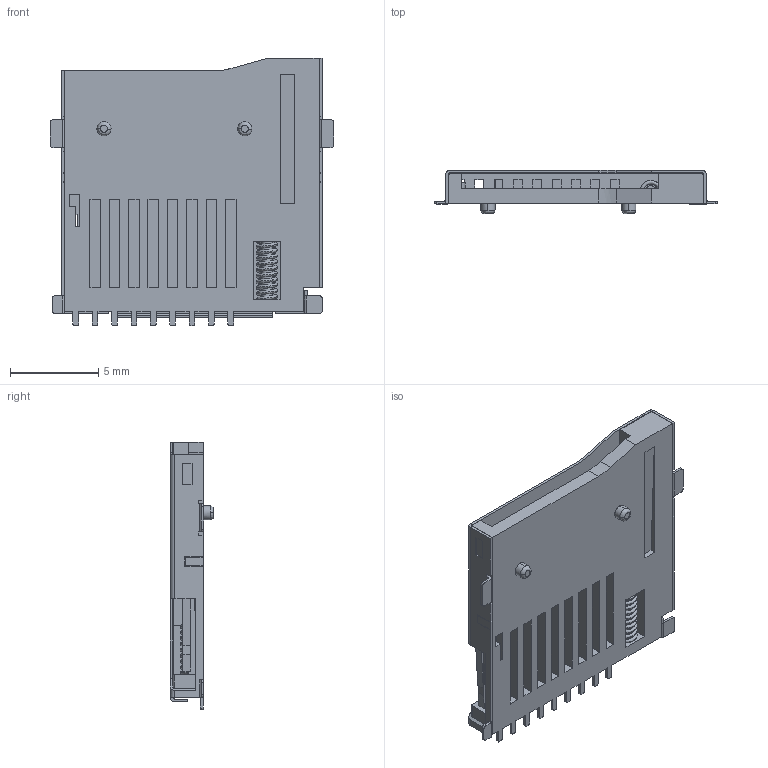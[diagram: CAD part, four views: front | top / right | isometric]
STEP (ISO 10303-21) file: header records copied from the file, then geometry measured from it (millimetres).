
FILE_DESCRIPTION (( 'STEP AP214' ), '1' );
FILE_NAME ('CAC119D0-27E4-474C-9438-45C4256D63EF.STEP', '2023-09-13T08:03:32', ( '' ), ( '' ), 'SwSTEP 2.0', 'SolidWorks 2022', '' );
FILE_SCHEMA (( 'AUTOMOTIVE_DESIGN' ));
Length unit declared in the file: millimetre
Products named in the file (1): CAC119D0-27E4-474C-9438-45C4256D63EF
Bounding box: 16.1 x 2.46 x 15.2 mm (x, y, z)
Volume: 210.7 mm3; surface area: 1104.6 mm2
Topology: 5 solids, 5 shells, 618 faces, 1803 edges, 1194 vertices
Faces by surface type: plane 471, cylinder 74, bspline 73
Entity records: 31131 total; most frequent: CARTESIAN_POINT 8902, ORIENTED_EDGE 3606, DIRECTION 2565, EDGE_CURVE 1803, VECTOR 1375, LINE 1375, VERTEX_POINT 1194, EDGE_LOOP 665
